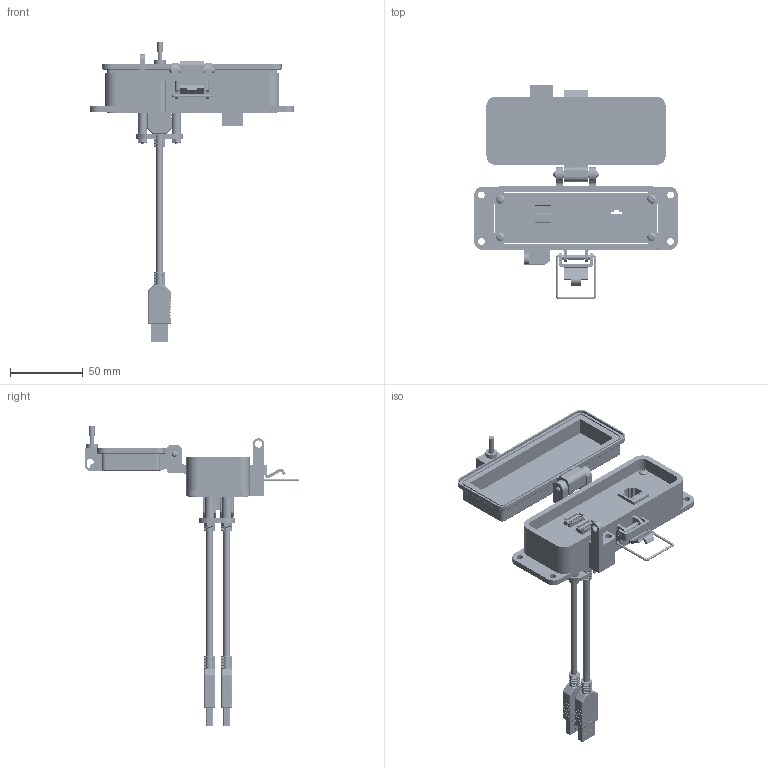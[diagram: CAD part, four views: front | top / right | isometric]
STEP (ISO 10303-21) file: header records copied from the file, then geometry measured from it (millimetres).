
FILE_DESCRIPTION (( 'STEP AP203' ), '1' );
FILE_NAME ('P-P11#2R2-H3RX_3D.STEP', '2021-03-10T17:25:36', ( '' ), ( '' ), 'SwSTEP 2.0', 'SolidWorks 2019', '' );
FILE_SCHEMA (( 'CONFIG_CONTROL_DESIGN' ));
Length unit declared in the file: millimetre
Products named in the file (17): Z-002-4401_4HN_90675A005; Z-000-440112FH_90273A119; P11; Z-H-H3_B; Z-020-3047; Z-001-SPR_1-1_4; P-P11#2R2-H3RX_3D; Z-300-RJ45CAT5; P-P11#2R2-H3RX_BP180_1; R2; P-P11#2R2-H3RX_FP060_1; -H3; P-P11#2R2-H3RX_TP060_2; Z-000-4243316TFP; 92005A124_METRIC PAN HEAD PHILLIPS MACHINE SCREW_92005A124; P-P11#2R2-H3RX_TP120_1
Assembly tree (31 placements, depth 3):
  P-P11#2R2-H3RX_3D
    P-P11#2R2-H3RX_BP180_1
    P-P11#2R2-H3RX_TP060_2
    Z-000-4243316TFP  x3
    P11
      Z-020-3047
    P11
      Z-020-3047
    P-P11#2R2-H3RX_TP120_1
    Z-000-440112FH_90273A119  x4
    Z-001-SPR_1-1_4  x4
    P-P11#2R2-H3RX_FP060_1
    R2
      Z-300-RJ45CAT5
    -H3
      Z-H-H3_B
    Z-002-4401_4HN_90675A005  x4
    92005A124_METRIC PAN HEAD PHILLIPS MACHINE SCREW_92005A124  x4
Bounding box: 140 x 147.61 x 205.72 mm (x, y, z)
Volume: 126981 mm3; surface area: 105922.4 mm2
Topology: 52 solids, 52 shells, 5048 faces, 14372 edges, 9425 vertices
Faces by surface type: cylinder 2359, plane 1990, bspline 440, cone 235, torus 16, sphere 8
Entity records: 97112 total; most frequent: CARTESIAN_POINT 35370, ORIENTED_EDGE 13650, DIRECTION 10896, EDGE_CURVE 6825, VERTEX_POINT 4496, LINE 4000, VECTOR 4000, AXIS2_PLACEMENT_3D 3448
